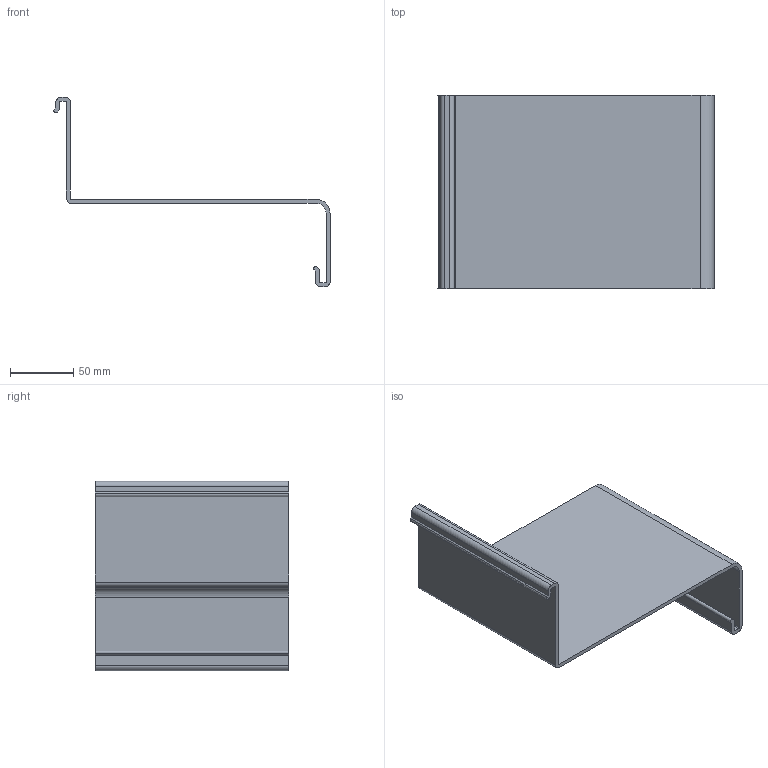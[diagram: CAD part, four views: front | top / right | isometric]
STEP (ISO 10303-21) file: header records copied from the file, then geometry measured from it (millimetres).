
FILE_DESCRIPTION((''),'2;1');
FILE_NAME('SG1776.STP', '2021-03-04T14:30:28',(''), (''), 'KCM Version 2.0.6974.6974', 'KeyCreator Pro', '');
FILE_SCHEMA(('AUTOMOTIVE_DESIGN'));
Length unit declared in the file: inch
Bounding box: 217.71 x 152.4 x 149.22 mm (x, y, z)
Volume: 185641.2 mm3; surface area: 120135.6 mm2
Topology: 1 solids, 1 shells, 34 faces, 96 edges, 64 vertices
Faces by surface type: plane 20, cylinder 14
Entity records: 1133 total; most frequent: CARTESIAN_POINT 195, DIRECTION 194, ORIENTED_EDGE 192, EDGE_CURVE 96, VECTOR 68, LINE 68, VERTEX_POINT 64, AXIS2_PLACEMENT_3D 63
